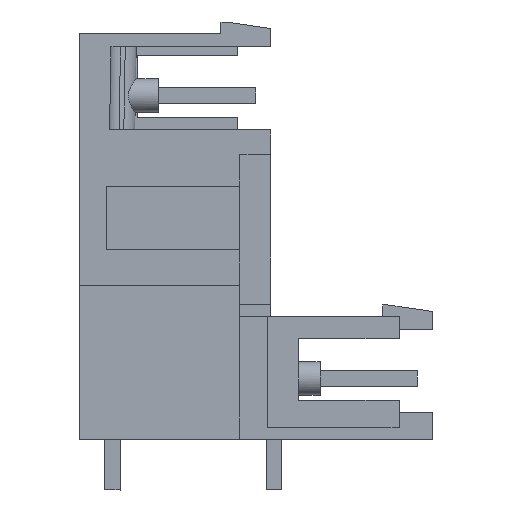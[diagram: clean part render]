
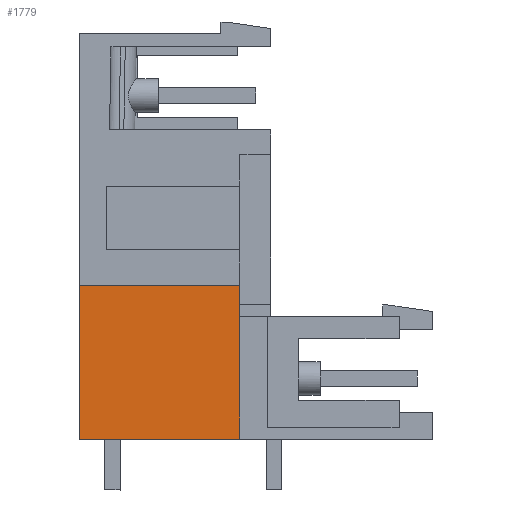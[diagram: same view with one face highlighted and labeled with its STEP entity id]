
A CAD part, left-side view. The second image highlights one B-rep face of the part: STEP entity #1779.
In plain terms, the highlighted planar face has unit normal (-1, 0, 0).
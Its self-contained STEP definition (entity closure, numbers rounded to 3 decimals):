
#1759=AXIS2_PLACEMENT_3D('Plane Axis2P3D',#1756,#1757,#1758) ;
#780=CARTESIAN_POINT('Vertex',(1.54,12.1,3.2)) ;
#783=CARTESIAN_POINT('Line Origine',(1.54,17.13,3.2)) ;
#787=CARTESIAN_POINT('Vertex',(1.54,22.16,3.2)) ;
#1735=CARTESIAN_POINT('Line Origine',(1.54,22.16,8.025)) ;
#1739=CARTESIAN_POINT('Vertex',(1.54,22.16,12.85)) ;
#1756=CARTESIAN_POINT('Axis2P3D Location',(1.54,12.1,3.2)) ;
#1761=CARTESIAN_POINT('Line Origine',(1.54,12.1,8.025)) ;
#1765=CARTESIAN_POINT('Vertex',(1.54,12.1,12.85)) ;
#1768=CARTESIAN_POINT('Line Origine',(1.54,17.13,12.85)) ;
#784=DIRECTION('Vector Direction',(0.,1.,0.)) ;
#1736=DIRECTION('Vector Direction',(0.,0.,1.)) ;
#1757=DIRECTION('Axis2P3D Direction',(-1.,0.,0.)) ;
#1758=DIRECTION('Axis2P3D XDirection',(0.,0.,1.)) ;
#1762=DIRECTION('Vector Direction',(0.,0.,1.)) ;
#1769=DIRECTION('Vector Direction',(0.,1.,0.)) ;
#785=VECTOR('Line Direction',#784,1.) ;
#1737=VECTOR('Line Direction',#1736,1.) ;
#1763=VECTOR('Line Direction',#1762,1.) ;
#1770=VECTOR('Line Direction',#1769,1.) ;
#1774=ORIENTED_EDGE('',*,*,#789,.F.) ;
#1775=ORIENTED_EDGE('',*,*,#1767,.T.) ;
#1776=ORIENTED_EDGE('',*,*,#1772,.T.) ;
#1777=ORIENTED_EDGE('',*,*,#1741,.F.) ;
#1779=ADVANCED_FACE('HOUSING',(#1778),#1760,.T.) ;
#789=EDGE_CURVE('',#781,#788,#786,.T.) ;
#1741=EDGE_CURVE('',#788,#1740,#1738,.T.) ;
#1767=EDGE_CURVE('',#781,#1766,#1764,.T.) ;
#1772=EDGE_CURVE('',#1766,#1740,#1771,.T.) ;
#1773=EDGE_LOOP('',(#1774,#1775,#1776,#1777)) ;
#1778=FACE_OUTER_BOUND('',#1773,.T.) ;
#786=LINE('Line',#783,#785) ;
#1738=LINE('Line',#1735,#1737) ;
#1764=LINE('Line',#1761,#1763) ;
#1771=LINE('Line',#1768,#1770) ;
#1760=PLANE('',#1759) ;
#781=VERTEX_POINT('',#780) ;
#788=VERTEX_POINT('',#787) ;
#1740=VERTEX_POINT('',#1739) ;
#1766=VERTEX_POINT('',#1765) ;
